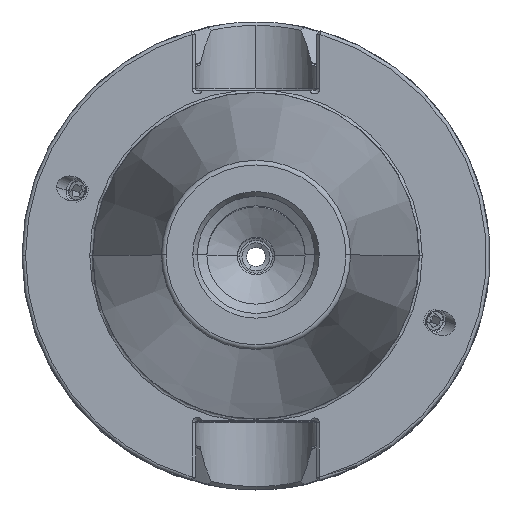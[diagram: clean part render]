
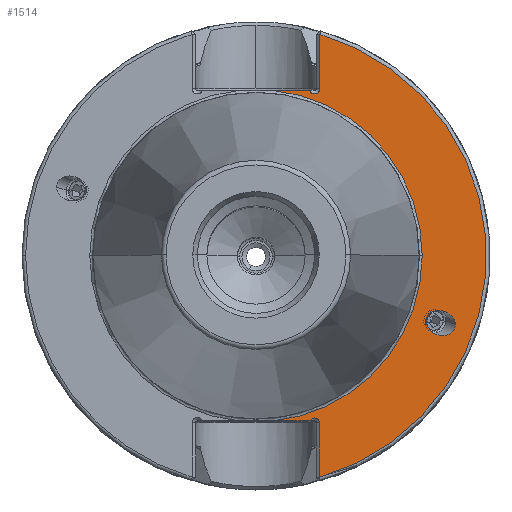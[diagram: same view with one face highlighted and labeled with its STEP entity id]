
A CAD part, top view. The second image highlights one B-rep face of the part: STEP entity #1514.
In plain terms, the highlighted planar face has unit normal (0, 0, 1).
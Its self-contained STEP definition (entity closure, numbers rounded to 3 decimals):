
#13 = EDGE_CURVE ( 'NONE', #2580, #6041, #10419, .T. ) ;
#70 = VECTOR ( 'NONE', #7313, 1000. ) ;
#76 = ORIENTED_EDGE ( 'NONE', *, *, #816, .T. ) ;
#110 = CARTESIAN_POINT ( 'NONE',  ( 42.579, -14.707, -3. ) ) ;
#422 = PLANE ( 'NONE',  #6552 ) ;
#534 = CIRCLE ( 'NONE', #1315, 49.237 ) ;
#586 = CARTESIAN_POINT ( 'NONE',  ( 42.579, -14.707, -3. ) ) ;
#647 = CARTESIAN_POINT ( 'NONE',  ( 42.579, -20.01, -3. ) ) ;
#729 = CARTESIAN_POINT ( 'NONE',  ( 0., 35.3, -3. ) ) ;
#808 = CIRCLE ( 'NONE', #3450, 35.5 ) ;
#816 = EDGE_CURVE ( 'NONE', #10507, #6190, #3746, .T. ) ;
#959 = VERTEX_POINT ( 'NONE', #6792 ) ;
#977 = CARTESIAN_POINT ( 'NONE',  ( 0., 0., -3. ) ) ;
#1205 = DIRECTION ( 'NONE',  ( 0., 0., -1. ) ) ;
#1235 = DIRECTION ( 'NONE',  ( -1., 0., 0. ) ) ;
#1246 = CARTESIAN_POINT ( 'NONE',  ( 12.525, -35.675, -3. ) ) ;
#1258 = VERTEX_POINT ( 'NONE', #8319 ) ;
#1294 = CARTESIAN_POINT ( 'NONE',  ( 13.65, 35.675, -3. ) ) ;
#1309 = VECTOR ( 'NONE', #8393, 1000. ) ;
#1315 = AXIS2_PLACEMENT_3D ( 'NONE', #7217, #2069, #8093 ) ;
#1514 = ADVANCED_FACE ( 'NONE', ( #9986, #7962 ), #422, .F. ) ;
#1692 = CARTESIAN_POINT ( 'NONE',  ( 11.578, -35.3, -3. ) ) ;
#1715 = CARTESIAN_POINT ( 'NONE',  ( 12.525, 35.675, -3. ) ) ;
#1980 = CARTESIAN_POINT ( 'NONE',  ( 13.544, -47.338, -3. ) ) ;
#2069 = DIRECTION ( 'NONE',  ( 0., 0., 1. ) ) ;
#2098 = DIRECTION ( 'NONE',  ( -1., 0., 0. ) ) ;
#2152 = CARTESIAN_POINT ( 'NONE',  ( 13.65, 47.308, -3. ) ) ;
#2359 = ORIENTED_EDGE ( 'NONE', *, *, #8676, .T. ) ;
#2391 = VERTEX_POINT ( 'NONE', #3024 ) ;
#2558 = LINE ( 'NONE', #7735, #9144 ) ;
#2572 = DIRECTION ( 'NONE',  ( -1., 0., 0. ) ) ;
#2580 = VERTEX_POINT ( 'NONE', #4383 ) ;
#3020 = ORIENTED_EDGE ( 'NONE', *, *, #5441, .T. ) ;
#3024 = CARTESIAN_POINT ( 'NONE',  ( 13.65, 35.675, -3. ) ) ;
#3234 = CARTESIAN_POINT ( 'NONE',  ( 36.355, -19.326, -3. ) ) ;
#3411 = ORIENTED_EDGE ( 'NONE', *, *, #5993, .T. ) ;
#3450 = AXIS2_PLACEMENT_3D ( 'NONE', #8845, #3683, #9712 ) ;
#3457 = CARTESIAN_POINT ( 'NONE',  ( 0., -35.3, -3. ) ) ;
#3464 = ORIENTED_EDGE ( 'NONE', *, *, #4528, .T. ) ;
#3666 = LINE ( 'NONE', #3457, #5984 ) ;
#3683 = DIRECTION ( 'NONE',  ( 0., 0., -1. ) ) ;
#3746 =( BOUNDED_CURVE ( )  B_SPLINE_CURVE ( 3, ( #3926, #10493, #8685, #9641 ),
 .UNSPECIFIED., .F., .F. ) 
 B_SPLINE_CURVE_WITH_KNOTS ( ( 4, 4 ),
 ( 2.852, 5.993 ),
 .UNSPECIFIED. ) 
 CURVE ( )  GEOMETRIC_REPRESENTATION_ITEM ( )  RATIONAL_B_SPLINE_CURVE ( ( 1., 0.333, 0.333, 1. ) ) 
 REPRESENTATION_ITEM ( '' )  );
#3926 = CARTESIAN_POINT ( 'NONE',  ( 36.355, -14.023, -3. ) ) ;
#4251 = EDGE_CURVE ( 'NONE', #6698, #6041, #3666, .T. ) ;
#4258 = DIRECTION ( 'NONE',  ( 0., 0., -1. ) ) ;
#4383 = CARTESIAN_POINT ( 'NONE',  ( 35.5, 0., -3. ) ) ;
#4528 = EDGE_CURVE ( 'NONE', #4557, #2391, #4607, .T. ) ;
#4557 = VERTEX_POINT ( 'NONE', #2152 ) ;
#4607 = LINE ( 'NONE', #1294, #70 ) ;
#5441 = EDGE_CURVE ( 'NONE', #959, #6963, #2558, .T. ) ;
#5639 = EDGE_CURVE ( 'NONE', #1258, #2580, #808, .T. ) ;
#5984 = VECTOR ( 'NONE', #9442, 1000. ) ;
#5993 = EDGE_CURVE ( 'NONE', #6190, #10507, #6135, .T. ) ;
#6041 = VERTEX_POINT ( 'NONE', #7604 ) ;
#6135 =( BOUNDED_CURVE ( )  B_SPLINE_CURVE ( 3, ( #586, #647, #3234, #9248 ),
 .UNSPECIFIED., .F., .T. ) 
 B_SPLINE_CURVE_WITH_KNOTS ( ( 4, 4 ),
 ( 5.993, 9.135 ),
 .UNSPECIFIED. ) 
 CURVE ( )  GEOMETRIC_REPRESENTATION_ITEM ( )  RATIONAL_B_SPLINE_CURVE ( ( 1., 0.333, 0.333, 1. ) ) 
 REPRESENTATION_ITEM ( '' )  );
#6190 = VERTEX_POINT ( 'NONE', #110 ) ;
#6280 = EDGE_CURVE ( 'NONE', #6963, #4557, #534, .T. ) ;
#6303 = AXIS2_PLACEMENT_3D ( 'NONE', #1246, #7253, #2098 ) ;
#6552 = AXIS2_PLACEMENT_3D ( 'NONE', #11150, #4258, #9529 ) ;
#6620 = ORIENTED_EDGE ( 'NONE', *, *, #4251, .F. ) ;
#6698 = VERTEX_POINT ( 'NONE', #1692 ) ;
#6789 = VERTEX_POINT ( 'NONE', #7817 ) ;
#6792 = CARTESIAN_POINT ( 'NONE',  ( 13.544, -35.675, -3. ) ) ;
#6851 = DIRECTION ( 'NONE',  ( 0., -1., 0. ) ) ;
#6963 = VERTEX_POINT ( 'NONE', #1980 ) ;
#7055 = ORIENTED_EDGE ( 'NONE', *, *, #6280, .T. ) ;
#7077 = EDGE_LOOP ( 'NONE', ( #6620, #2359, #3020, #7055, #3464, #9526, #10818, #9072, #7611 ) ) ;
#7217 = CARTESIAN_POINT ( 'NONE',  ( 0., 0., -3. ) ) ;
#7251 = AXIS2_PLACEMENT_3D ( 'NONE', #977, #1205, #1235 ) ;
#7253 = DIRECTION ( 'NONE',  ( 0., 0., -1. ) ) ;
#7313 = DIRECTION ( 'NONE',  ( 0., -1., 0. ) ) ;
#7604 = CARTESIAN_POINT ( 'NONE',  ( 3.763, -35.3, -3. ) ) ;
#7611 = ORIENTED_EDGE ( 'NONE', *, *, #13, .T. ) ;
#7734 = DIRECTION ( 'NONE',  ( 0., 0., -1. ) ) ;
#7735 = CARTESIAN_POINT ( 'NONE',  ( 13.544, 49.987, -3. ) ) ;
#7817 = CARTESIAN_POINT ( 'NONE',  ( 11.464, 35.3, -3. ) ) ;
#7886 = LINE ( 'NONE', #729, #1309 ) ;
#7962 = FACE_OUTER_BOUND ( 'NONE', #7077, .T. ) ;
#8093 = DIRECTION ( 'NONE',  ( -1., 0., 0. ) ) ;
#8219 = EDGE_CURVE ( 'NONE', #1258, #6789, #7886, .T. ) ;
#8319 = CARTESIAN_POINT ( 'NONE',  ( 3.763, 35.3, -3. ) ) ;
#8393 = DIRECTION ( 'NONE',  ( 1., 0., 0. ) ) ;
#8411 = AXIS2_PLACEMENT_3D ( 'NONE', #1715, #7734, #2572 ) ;
#8676 = EDGE_CURVE ( 'NONE', #6698, #959, #11163, .T. ) ;
#8685 = CARTESIAN_POINT ( 'NONE',  ( 42.579, -9.404, -3. ) ) ;
#8722 = CARTESIAN_POINT ( 'NONE',  ( 36.355, -14.023, -3. ) ) ;
#8845 = CARTESIAN_POINT ( 'NONE',  ( 0., 0., -3. ) ) ;
#9072 = ORIENTED_EDGE ( 'NONE', *, *, #5639, .T. ) ;
#9144 = VECTOR ( 'NONE', #6851, 1000. ) ;
#9248 = CARTESIAN_POINT ( 'NONE',  ( 36.355, -14.023, -3. ) ) ;
#9295 = CIRCLE ( 'NONE', #8411, 1.125 ) ;
#9442 = DIRECTION ( 'NONE',  ( -1., 0., 0. ) ) ;
#9526 = ORIENTED_EDGE ( 'NONE', *, *, #11167, .T. ) ;
#9529 = DIRECTION ( 'NONE',  ( -1., 0., 0. ) ) ;
#9641 = CARTESIAN_POINT ( 'NONE',  ( 42.579, -14.707, -3. ) ) ;
#9712 = DIRECTION ( 'NONE',  ( -1., 0., 0. ) ) ;
#9714 = EDGE_LOOP ( 'NONE', ( #3411, #76 ) ) ;
#9986 = FACE_BOUND ( 'NONE', #9714, .T. ) ;
#10419 = CIRCLE ( 'NONE', #7251, 35.5 ) ;
#10493 = CARTESIAN_POINT ( 'NONE',  ( 36.355, -8.72, -3. ) ) ;
#10507 = VERTEX_POINT ( 'NONE', #8722 ) ;
#10818 = ORIENTED_EDGE ( 'NONE', *, *, #8219, .F. ) ;
#11150 = CARTESIAN_POINT ( 'NONE',  ( 0., 49.987, -3. ) ) ;
#11163 = CIRCLE ( 'NONE', #6303, 1.019 ) ;
#11167 = EDGE_CURVE ( 'NONE', #2391, #6789, #9295, .T. ) ;
